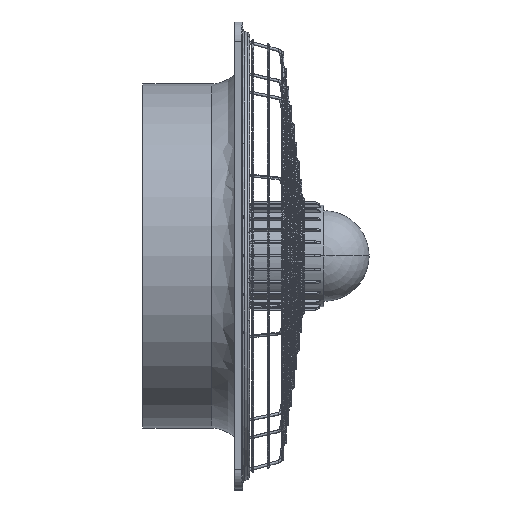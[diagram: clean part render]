
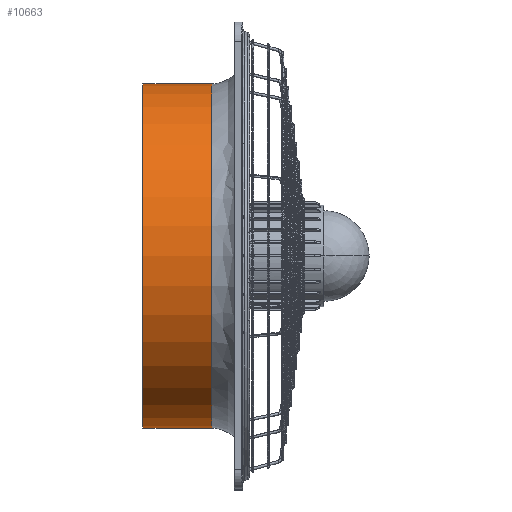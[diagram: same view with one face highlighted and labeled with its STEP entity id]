
A CAD part, top view. The second image highlights one B-rep face of the part: STEP entity #10663.
In plain terms, the highlighted cylindrical face has radius 258 mm (diameter 516 mm), a partial arc.
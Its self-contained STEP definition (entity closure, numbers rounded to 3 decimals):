
#316 = VERTEX_POINT ( 'NONE', #24541 ) ;
#1142 = CARTESIAN_POINT ( 'NONE',  ( -335.034, -206., 0. ) ) ;
#1273 = CIRCLE ( 'NONE', #32063, 258. ) ;
#1299 = CIRCLE ( 'NONE', #29717, 258. ) ;
#3952 = DIRECTION ( 'NONE',  ( 1., 0., 0. ) ) ;
#5289 = EDGE_CURVE ( 'NONE', #316, #24759, #28052, .T. ) ;
#6077 = CARTESIAN_POINT ( 'NONE',  ( -335.034, -464., 0. ) ) ;
#6108 = VECTOR ( 'NONE', #22755, 1000. ) ;
#8263 = AXIS2_PLACEMENT_3D ( 'NONE', #6077, #30935, #14482 ) ;
#8579 = CARTESIAN_POINT ( 'NONE',  ( -283.534, -464., 0. ) ) ;
#10663 = ADVANCED_FACE ( 'NONE', ( #18551 ), #35329, .T. ) ;
#11091 = VERTEX_POINT ( 'NONE', #22004 ) ;
#11536 = EDGE_CURVE ( 'NONE', #11091, #24759, #1273, .T. ) ;
#12442 = DIRECTION ( 'NONE',  ( 0., -1., 0. ) ) ;
#14020 = DIRECTION ( 'NONE',  ( -1., 0., 0. ) ) ;
#14482 = DIRECTION ( 'NONE',  ( 0., -1., 0. ) ) ;
#16720 = EDGE_LOOP ( 'NONE', ( #34131, #29215, #31415, #33746 ) ) ;
#16751 = DIRECTION ( 'NONE',  ( 0., -1., 0. ) ) ;
#17317 = CARTESIAN_POINT ( 'NONE',  ( -335.034, -722., 0. ) ) ;
#17446 = DIRECTION ( 'NONE',  ( 1., 0., 0. ) ) ;
#18551 = FACE_OUTER_BOUND ( 'NONE', #16720, .T. ) ;
#19255 = CARTESIAN_POINT ( 'NONE',  ( -386.534, -722., 0. ) ) ;
#21090 = LINE ( 'NONE', #17317, #31012 ) ;
#22004 = CARTESIAN_POINT ( 'NONE',  ( -283.534, -722., 0. ) ) ;
#22755 = DIRECTION ( 'NONE',  ( 1., 0., 0. ) ) ;
#24541 = CARTESIAN_POINT ( 'NONE',  ( -386.534, -206., 0. ) ) ;
#24759 = VERTEX_POINT ( 'NONE', #30993 ) ;
#25548 = VERTEX_POINT ( 'NONE', #19255 ) ;
#27157 = EDGE_CURVE ( 'NONE', #25548, #11091, #21090, .T. ) ;
#27879 = CARTESIAN_POINT ( 'NONE',  ( -386.534, -464., 0. ) ) ;
#28052 = LINE ( 'NONE', #1142, #6108 ) ;
#29215 = ORIENTED_EDGE ( 'NONE', *, *, #30427, .T. ) ;
#29717 = AXIS2_PLACEMENT_3D ( 'NONE', #27879, #3952, #12442 ) ;
#30427 = EDGE_CURVE ( 'NONE', #316, #25548, #1299, .T. ) ;
#30935 = DIRECTION ( 'NONE',  ( 1., 0., 0. ) ) ;
#30993 = CARTESIAN_POINT ( 'NONE',  ( -283.534, -206., 0. ) ) ;
#31012 = VECTOR ( 'NONE', #17446, 1000. ) ;
#31415 = ORIENTED_EDGE ( 'NONE', *, *, #27157, .T. ) ;
#32063 = AXIS2_PLACEMENT_3D ( 'NONE', #8579, #14020, #16751 ) ;
#33746 = ORIENTED_EDGE ( 'NONE', *, *, #11536, .T. ) ;
#34131 = ORIENTED_EDGE ( 'NONE', *, *, #5289, .F. ) ;
#35329 = CYLINDRICAL_SURFACE ( 'NONE', #8263, 258. ) ;
